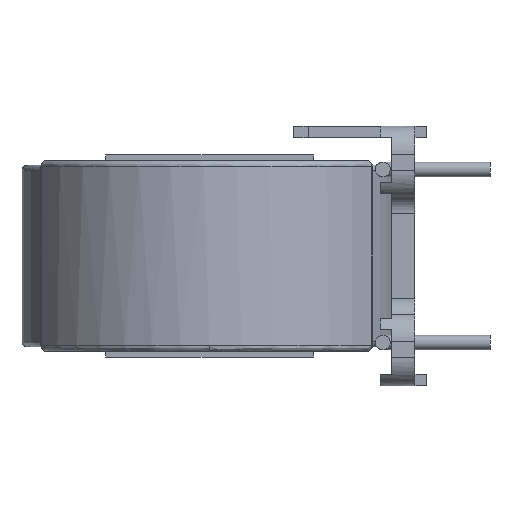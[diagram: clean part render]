
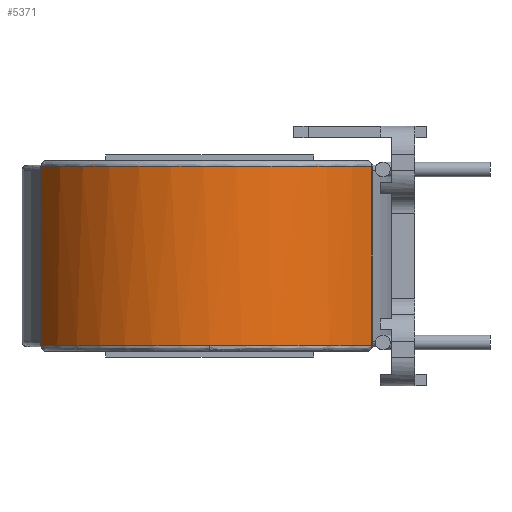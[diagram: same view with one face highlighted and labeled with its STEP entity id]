
A CAD part, left-side view. The second image highlights one B-rep face of the part: STEP entity #5371.
In plain terms, the highlighted cylindrical face has radius 16.89 mm (diameter 33.78 mm), a partial arc.
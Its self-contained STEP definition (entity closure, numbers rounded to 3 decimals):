
#55 = CIRCLE ( 'NONE', #9906, 16.89 ) ;
#56 = CIRCLE ( 'NONE', #1757, 16.89 ) ;
#282 = EDGE_CURVE ( 'NONE', #4946, #2558, #55, .T. ) ;
#285 = EDGE_CURVE ( 'NONE', #2541, #4932, #22844, .T. ) ;
#286 = EDGE_CURVE ( 'NONE', #2540, #2557, #22847, .T. ) ;
#290 = EDGE_CURVE ( 'NONE', #2558, #2561, #21034, .T. ) ;
#292 = EDGE_CURVE ( 'NONE', #2557, #2535, #56, .T. ) ;
#294 = EDGE_CURVE ( 'NONE', #2546, #2542, #21052, .T. ) ;
#301 = EDGE_CURVE ( 'NONE', #2549, #2554, #21098, .T. ) ;
#312 = EDGE_CURVE ( 'NONE', #2551, #2546, #9074, .T. ) ;
#313 = EDGE_CURVE ( 'NONE', #2542, #2541, #9052, .T. ) ;
#317 = EDGE_CURVE ( 'NONE', #2535, #2551, #21193, .T. ) ;
#319 = EDGE_CURVE ( 'NONE', #2554, #2540, #9070, .T. ) ;
#324 = EDGE_CURVE ( 'NONE', #2561, #2549, #9067, .T. ) ;
#503 = ORIENTED_EDGE ( 'NONE', *, *, #319, .T. ) ;
#510 = ORIENTED_EDGE ( 'NONE', *, *, #282, .T. ) ;
#520 = ORIENTED_EDGE ( 'NONE', *, *, #324, .T. ) ;
#531 = ORIENTED_EDGE ( 'NONE', *, *, #23602, .T. ) ;
#537 = ORIENTED_EDGE ( 'NONE', *, *, #301, .T. ) ;
#543 = ORIENTED_EDGE ( 'NONE', *, *, #285, .T. ) ;
#575 = ORIENTED_EDGE ( 'NONE', *, *, #294, .T. ) ;
#581 = ORIENTED_EDGE ( 'NONE', *, *, #286, .T. ) ;
#590 = ORIENTED_EDGE ( 'NONE', *, *, #290, .T. ) ;
#591 = ORIENTED_EDGE ( 'NONE', *, *, #317, .T. ) ;
#613 = ORIENTED_EDGE ( 'NONE', *, *, #312, .T. ) ;
#628 = ORIENTED_EDGE ( 'NONE', *, *, #292, .T. ) ;
#634 = ORIENTED_EDGE ( 'NONE', *, *, #313, .T. ) ;
#1757 = AXIS2_PLACEMENT_3D ( 'NONE', #21043, #21044, #21045 ) ;
#1761 = VECTOR ( 'NONE', #21100, 1000. ) ;
#1764 = VECTOR ( 'NONE', #21036, 1000. ) ;
#1796 = VECTOR ( 'NONE', #21195, 1000. ) ;
#1813 = VECTOR ( 'NONE', #21055, 1000. ) ;
#2535 = VERTEX_POINT ( 'NONE', #24340 ) ;
#2540 = VERTEX_POINT ( 'NONE', #24345 ) ;
#2541 = VERTEX_POINT ( 'NONE', #24346 ) ;
#2542 = VERTEX_POINT ( 'NONE', #24347 ) ;
#2546 = VERTEX_POINT ( 'NONE', #24351 ) ;
#2549 = VERTEX_POINT ( 'NONE', #24354 ) ;
#2551 = VERTEX_POINT ( 'NONE', #24356 ) ;
#2554 = VERTEX_POINT ( 'NONE', #24359 ) ;
#2557 = VERTEX_POINT ( 'NONE', #24362 ) ;
#2558 = VERTEX_POINT ( 'NONE', #24363 ) ;
#2561 = VERTEX_POINT ( 'NONE', #24366 ) ;
#4291 = EDGE_LOOP ( 'NONE', ( #503, #581, #628, #591, #613, #575, #634, #543, #531, #510, #590, #520, #537 ) ) ;
#4932 = VERTEX_POINT ( 'NONE', #16662 ) ;
#4946 = VERTEX_POINT ( 'NONE', #16680 ) ;
#5371 = ADVANCED_FACE ( 'NONE', ( #21748 ), #21724, .T. ) ;
#9052 = B_SPLINE_CURVE_WITH_KNOTS ( 'NONE', 3,
 ( #21164, #21165, #21166, #21167, #21168, #21169 ),
 .UNSPECIFIED., .F., .F.,
 ( 4, 2, 4 ),
 ( 0., 0.5, 1. ),
 .UNSPECIFIED. ) ;
#9067 = B_SPLINE_CURVE_WITH_KNOTS ( 'NONE', 3,
 ( #21231, #21232, #21233, #21234, #21235, #21236 ),
 .UNSPECIFIED., .F., .F.,
 ( 4, 2, 4 ),
 ( 0., 0.5, 1. ),
 .UNSPECIFIED. ) ;
#9070 = B_SPLINE_CURVE_WITH_KNOTS ( 'NONE', 3,
 ( #21199, #21200, #21201, #21202, #21203, #21204 ),
 .UNSPECIFIED., .F., .F.,
 ( 4, 2, 4 ),
 ( 0., 0.5, 1. ),
 .UNSPECIFIED. ) ;
#9074 = B_SPLINE_CURVE_WITH_KNOTS ( 'NONE', 3,
 ( #21158, #21159, #21160, #21161, #21162, #21163 ),
 .UNSPECIFIED., .F., .F.,
 ( 4, 2, 4 ),
 ( 0., 0.5, 1. ),
 .UNSPECIFIED. ) ;
#9885 = VECTOR ( 'NONE', #22846, 1000. ) ;
#9891 = VECTOR ( 'NONE', #22851, 1000. ) ;
#9906 = AXIS2_PLACEMENT_3D ( 'NONE', #22804, #22806, #22808 ) ;
#16662 = CARTESIAN_POINT ( 'NONE',  ( -8.153, 32.868, -7.89 ) ) ;
#16680 = CARTESIAN_POINT ( 'NONE',  ( -16.89, 18.076, -7.89 ) ) ;
#18122 = CARTESIAN_POINT ( 'NONE',  ( 0., 18.076, -8.39 ) ) ;
#18123 = DIRECTION ( 'NONE',  ( 0., 0., 1. ) ) ;
#18124 = DIRECTION ( 'NONE',  ( 1., 0., 0. ) ) ;
#20444 = CARTESIAN_POINT ( 'NONE',  ( 0., 18.076, -7.89 ) ) ;
#20445 = DIRECTION ( 'NONE',  ( 0., 0., 1. ) ) ;
#20446 = DIRECTION ( 'NONE',  ( 1., 0., 0. ) ) ;
#21034 = LINE ( 'NONE', #21035, #1764 ) ;
#21035 = CARTESIAN_POINT ( 'NONE',  ( -9.047, 3.813, -8.39 ) ) ;
#21036 = DIRECTION ( 'NONE',  ( 0., 0., 1. ) ) ;
#21043 = CARTESIAN_POINT ( 'NONE',  ( 0., 18.076, 7.89 ) ) ;
#21044 = DIRECTION ( 'NONE',  ( 0., 0., -1. ) ) ;
#21045 = DIRECTION ( 'NONE',  ( 1., 0., 0. ) ) ;
#21052 = LINE ( 'NONE', #21053, #1813 ) ;
#21053 = CARTESIAN_POINT ( 'NONE',  ( -8.14, 32.875, -8.39 ) ) ;
#21055 = DIRECTION ( 'NONE',  ( 0., 0., -1. ) ) ;
#21098 = LINE ( 'NONE', #21099, #1761 ) ;
#21099 = CARTESIAN_POINT ( 'NONE',  ( -9.035, 3.806, -8.39 ) ) ;
#21100 = DIRECTION ( 'NONE',  ( 0., 0., 1. ) ) ;
#21158 = CARTESIAN_POINT ( 'NONE',  ( -8.153, 32.868, 7.822 ) ) ;
#21159 = CARTESIAN_POINT ( 'NONE',  ( -8.153, 32.868, 7.786 ) ) ;
#21160 = CARTESIAN_POINT ( 'NONE',  ( -8.151, 32.869, 7.732 ) ) ;
#21161 = CARTESIAN_POINT ( 'NONE',  ( -8.143, 32.873, 7.59 ) ) ;
#21162 = CARTESIAN_POINT ( 'NONE',  ( -8.14, 32.875, 7.536 ) ) ;
#21163 = CARTESIAN_POINT ( 'NONE',  ( -8.14, 32.875, 7.5 ) ) ;
#21164 = CARTESIAN_POINT ( 'NONE',  ( -8.14, 32.875, -7.5 ) ) ;
#21165 = CARTESIAN_POINT ( 'NONE',  ( -8.14, 32.875, -7.536 ) ) ;
#21166 = CARTESIAN_POINT ( 'NONE',  ( -8.143, 32.873, -7.59 ) ) ;
#21167 = CARTESIAN_POINT ( 'NONE',  ( -8.151, 32.869, -7.732 ) ) ;
#21168 = CARTESIAN_POINT ( 'NONE',  ( -8.153, 32.868, -7.786 ) ) ;
#21169 = CARTESIAN_POINT ( 'NONE',  ( -8.153, 32.868, -7.822 ) ) ;
#21193 = LINE ( 'NONE', #21194, #1796 ) ;
#21194 = CARTESIAN_POINT ( 'NONE',  ( -8.153, 32.868, -8.39 ) ) ;
#21195 = DIRECTION ( 'NONE',  ( 0., 0., -1. ) ) ;
#21199 = CARTESIAN_POINT ( 'NONE',  ( -9.035, 3.806, 7.5 ) ) ;
#21200 = CARTESIAN_POINT ( 'NONE',  ( -9.035, 3.806, 7.536 ) ) ;
#21201 = CARTESIAN_POINT ( 'NONE',  ( -9.037, 3.807, 7.59 ) ) ;
#21202 = CARTESIAN_POINT ( 'NONE',  ( -9.045, 3.812, 7.732 ) ) ;
#21203 = CARTESIAN_POINT ( 'NONE',  ( -9.047, 3.813, 7.786 ) ) ;
#21204 = CARTESIAN_POINT ( 'NONE',  ( -9.047, 3.813, 7.822 ) ) ;
#21231 = CARTESIAN_POINT ( 'NONE',  ( -9.047, 3.813, -7.822 ) ) ;
#21232 = CARTESIAN_POINT ( 'NONE',  ( -9.047, 3.813, -7.786 ) ) ;
#21233 = CARTESIAN_POINT ( 'NONE',  ( -9.045, 3.812, -7.732 ) ) ;
#21234 = CARTESIAN_POINT ( 'NONE',  ( -9.037, 3.807, -7.59 ) ) ;
#21235 = CARTESIAN_POINT ( 'NONE',  ( -9.035, 3.806, -7.536 ) ) ;
#21236 = CARTESIAN_POINT ( 'NONE',  ( -9.035, 3.806, -7.5 ) ) ;
#21724 = CYLINDRICAL_SURFACE ( 'NONE', #21782, 16.89 ) ;
#21748 = FACE_OUTER_BOUND ( 'NONE', #4291, .T. ) ;
#21782 = AXIS2_PLACEMENT_3D ( 'NONE', #18122, #18123, #18124 ) ;
#22804 = CARTESIAN_POINT ( 'NONE',  ( 0., 18.076, -7.89 ) ) ;
#22806 = DIRECTION ( 'NONE',  ( 0., 0., 1. ) ) ;
#22808 = DIRECTION ( 'NONE',  ( 1., 0., 0. ) ) ;
#22844 = LINE ( 'NONE', #22845, #9885 ) ;
#22845 = CARTESIAN_POINT ( 'NONE',  ( -8.153, 32.868, -8.39 ) ) ;
#22846 = DIRECTION ( 'NONE',  ( 0., 0., -1. ) ) ;
#22847 = LINE ( 'NONE', #22849, #9891 ) ;
#22849 = CARTESIAN_POINT ( 'NONE',  ( -9.047, 3.813, -8.39 ) ) ;
#22851 = DIRECTION ( 'NONE',  ( 0., 0., 1. ) ) ;
#23602 = EDGE_CURVE ( 'NONE', #4932, #4946, #26957, .T. ) ;
#24340 = CARTESIAN_POINT ( 'NONE',  ( -8.153, 32.868, 7.89 ) ) ;
#24345 = CARTESIAN_POINT ( 'NONE',  ( -9.047, 3.813, 7.822 ) ) ;
#24346 = CARTESIAN_POINT ( 'NONE',  ( -8.153, 32.868, -7.822 ) ) ;
#24347 = CARTESIAN_POINT ( 'NONE',  ( -8.14, 32.875, -7.5 ) ) ;
#24351 = CARTESIAN_POINT ( 'NONE',  ( -8.14, 32.875, 7.5 ) ) ;
#24354 = CARTESIAN_POINT ( 'NONE',  ( -9.035, 3.806, -7.5 ) ) ;
#24356 = CARTESIAN_POINT ( 'NONE',  ( -8.153, 32.868, 7.822 ) ) ;
#24359 = CARTESIAN_POINT ( 'NONE',  ( -9.035, 3.806, 7.5 ) ) ;
#24362 = CARTESIAN_POINT ( 'NONE',  ( -9.047, 3.813, 7.89 ) ) ;
#24363 = CARTESIAN_POINT ( 'NONE',  ( -9.047, 3.813, -7.89 ) ) ;
#24366 = CARTESIAN_POINT ( 'NONE',  ( -9.047, 3.813, -7.822 ) ) ;
#26957 = CIRCLE ( 'NONE', #30731, 16.89 ) ;
#30731 = AXIS2_PLACEMENT_3D ( 'NONE', #20444, #20445, #20446 ) ;
